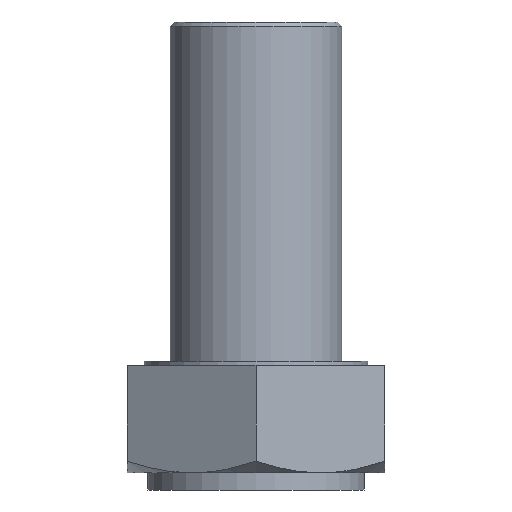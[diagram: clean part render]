
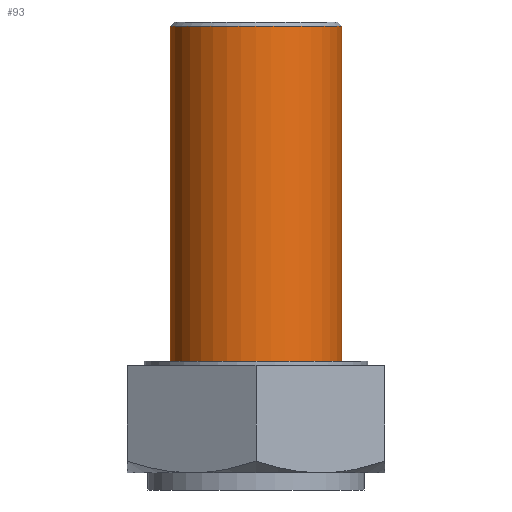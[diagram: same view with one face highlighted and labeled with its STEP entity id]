
A CAD part, front view. The second image highlights one B-rep face of the part: STEP entity #93.
In plain terms, the highlighted cylindrical face has radius 10 mm (diameter 20 mm), a full revolution.
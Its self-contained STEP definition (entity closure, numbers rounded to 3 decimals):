
#93 = ADVANCED_FACE( '', ( #139, #140 ), #141, .T. );
#139 = FACE_OUTER_BOUND( '', #188, .T. );
#140 = FACE_OUTER_BOUND( '', #189, .T. );
#141 = CYLINDRICAL_SURFACE( '', #190, 10. );
#188 = EDGE_LOOP( '', ( #315 ) );
#189 = EDGE_LOOP( '', ( #316 ) );
#190 = AXIS2_PLACEMENT_3D( '', #317, #318, #319 );
#315 = ORIENTED_EDGE( '', *, *, #340, .T. );
#316 = ORIENTED_EDGE( '', *, *, #366, .T. );
#317 = CARTESIAN_POINT( '', ( 0., 0., 52.5 ) );
#318 = DIRECTION( '', ( 0., 0., 1. ) );
#319 = DIRECTION( '', ( -1., 0., 0. ) );
#340 = EDGE_CURVE( '', #385, #385, #386, .T. );
#366 = EDGE_CURVE( '', #427, #427, #428, .T. );
#385 = VERTEX_POINT( '', #447 );
#386 = CIRCLE( '', #448, 10. );
#427 = VERTEX_POINT( '', #565 );
#428 = CIRCLE( '', #566, 10. );
#447 = CARTESIAN_POINT( '', ( -10., 0., 52. ) );
#448 = AXIS2_PLACEMENT_3D( '', #605, #606, #607 );
#565 = CARTESIAN_POINT( '', ( 10., 0., 13. ) );
#566 = AXIS2_PLACEMENT_3D( '', #629, #630, #631 );
#605 = CARTESIAN_POINT( '', ( 0., 0., 52. ) );
#606 = DIRECTION( '', ( 0., 0., -1. ) );
#607 = DIRECTION( '', ( -1., 0., 0. ) );
#629 = CARTESIAN_POINT( '', ( 0., 0., 13. ) );
#630 = DIRECTION( '', ( 0., 0., 1. ) );
#631 = DIRECTION( '', ( 1., 0., 0. ) );
